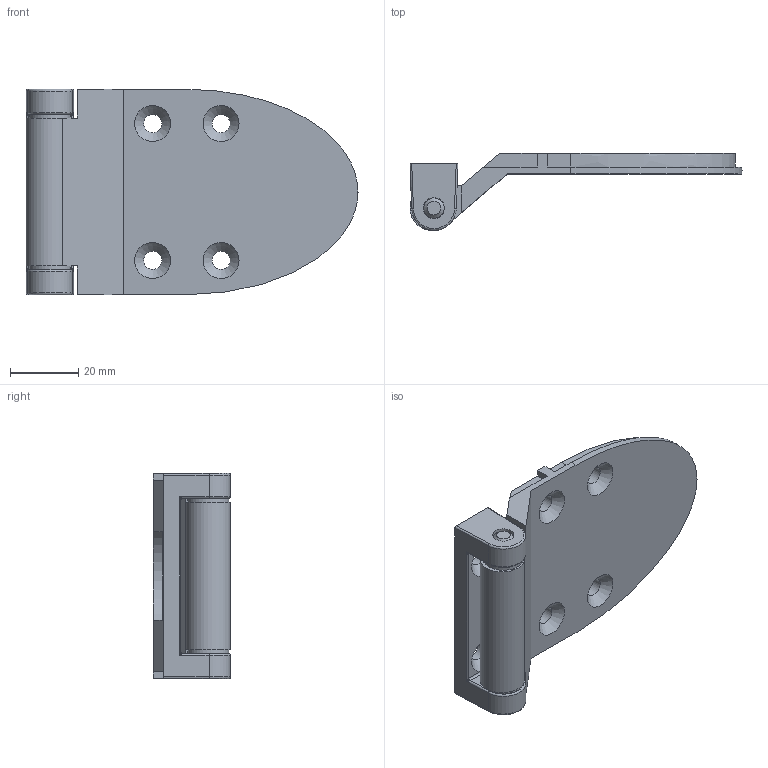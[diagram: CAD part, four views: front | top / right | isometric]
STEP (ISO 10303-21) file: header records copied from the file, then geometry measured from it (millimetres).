
FILE_DESCRIPTION(('STEP AP203'),'1');
FILE_NAME('500.step','2014-02-27T15:56:25',(' '),(' '),'Spatial InterOp 3D',' ',' ');
FILE_SCHEMA(('CONFIG_CONTROL_DESIGN'));
Length unit declared in the file: millimetre
Products named in the file (5): 1; 2; 3; 4; 5
Bounding box: 97 x 22.5 x 60 mm (x, y, z)
Volume: 32979.5 mm3; surface area: 19521.4 mm2
Topology: 5 solids, 5 shells, 228 faces, 547 edges, 329 vertices
Faces by surface type: plane 154, cylinder 50, cone 8, bspline 8, torus 6, extrusion 2
Full cylindrical faces by diameter (mm): 3.2 x2, 5.3 x6, 5.95 x1, 6 x2, 6.2 x2, 7.9 x1, 8 x2, 12 x2
Entity records: 6941 total; most frequent: CARTESIAN_POINT 1538, DIRECTION 1135, ORIENTED_EDGE 998, EDGE_CURVE 499, AXIS2_PLACEMENT_3D 413, VERTEX_POINT 313, VECTOR 309, LINE 307
